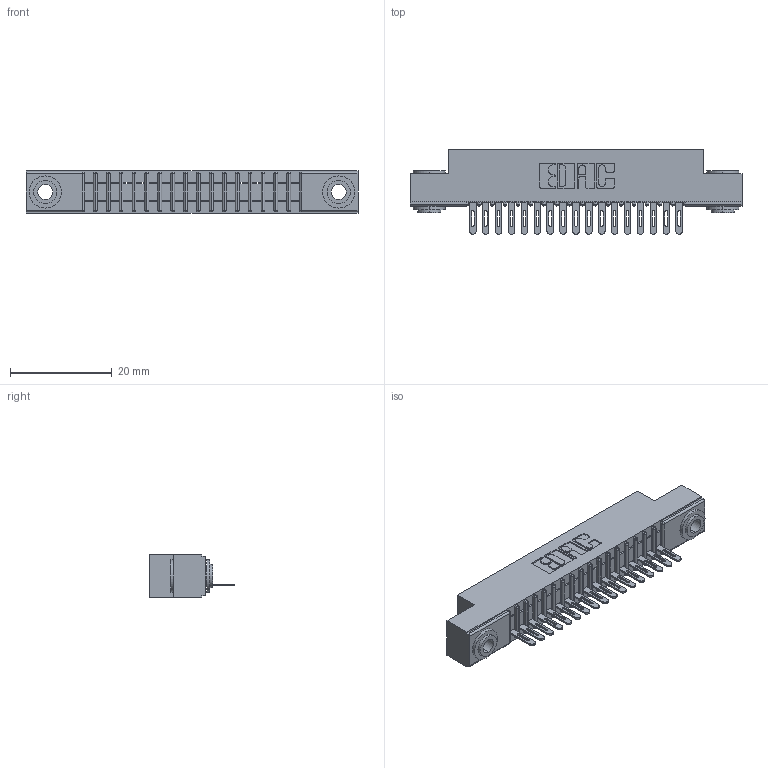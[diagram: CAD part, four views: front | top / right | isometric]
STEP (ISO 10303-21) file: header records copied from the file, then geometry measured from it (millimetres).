
FILE_DESCRIPTION (( 'STEP AP203' ), '1' );
FILE_NAME ('341-017-500-103.STEP', '2018-08-06T15:54:00', ( '' ), ( '' ), 'SwSTEP 2.0', 'SolidWorks 2016', '' );
FILE_SCHEMA (( 'CONFIG_CONTROL_DESIGN' ));
Length unit declared in the file: inch
Products named in the file (4): 341 Part_.156 (3.96) Dia Mounting Holes; 341-292-001_341-292-100; 345-250-002_345-250-002-102; 341-017-500-103
Assembly tree (20 placements, depth 2):
  341-017-500-103
    341 Part_.156 (3.96) Dia Mounting Holes
    341-292-001_341-292-100  x17
    345-250-002_345-250-002-102  x2
Bounding box: 65.41 x 16.69 x 8.38 mm (x, y, z)
Volume: 3638.8 mm3; surface area: 6840.7 mm2
Topology: 20 solids, 20 shells, 1562 faces, 4457 edges, 2862 vertices
Faces by surface type: plane 925, cylinder 561, sphere 36, torus 32, cone 8
Entity records: 24433 total; most frequent: CARTESIAN_POINT 4115, ORIENTED_EDGE 4094, DIRECTION 4013, EDGE_CURVE 2047, VECTOR 1613, LINE 1613, VERTEX_POINT 1302, AXIS2_PLACEMENT_3D 1200
